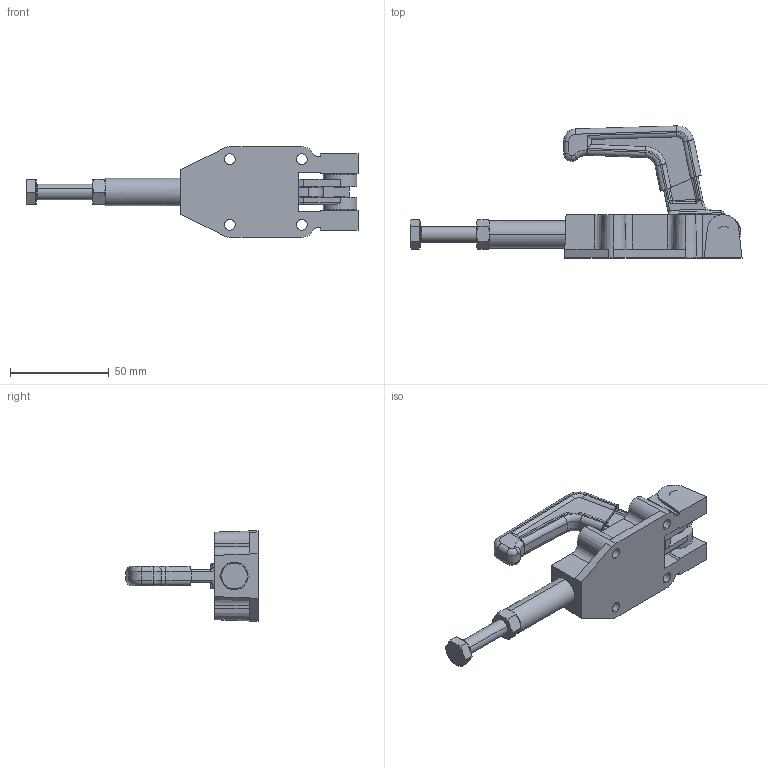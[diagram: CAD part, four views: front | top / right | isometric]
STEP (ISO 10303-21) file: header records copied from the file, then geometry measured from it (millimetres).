
FILE_DESCRIPTION (( 'STEP AP214' ), '1' );
FILE_NAME ('GH-30600(Â²¤Æ).STEP', '2020-06-12T07:59:02', ( 'LinWei' ), ( '' ), 'SwSTEP 2.0', 'SolidWorks 2016', '' );
FILE_SCHEMA (( 'AUTOMOTIVE_DESIGN' ));
Length unit declared in the file: millimetre
Products named in the file (6): 13060005-1^GH-30600(簡化); Group5^GH-30600(簡化); Group4^GH-30600(簡化); Group3^GH-30600(簡化); Group1^GH-30600(簡化); GH-30600(簡化)
Assembly tree (5 placements, depth 2):
  GH-30600(簡化)
    Group1^GH-30600(簡化)
    Group3^GH-30600(簡化)
    Group4^GH-30600(簡化)
    Group5^GH-30600(簡化)
    13060005-1^GH-30600(簡化)
Bounding box: 168.38 x 67.01 x 46 mm (x, y, z)
Volume: 72535.5 mm3; surface area: 39505.9 mm2
Topology: 6 solids, 6 shells, 477 faces, 1189 edges, 727 vertices
Faces by surface type: cylinder 187, plane 158, torus 72, cone 34, bspline 16, sphere 10
Entity records: 17324 total; most frequent: CARTESIAN_POINT 3316, DIRECTION 2478, ORIENTED_EDGE 2374, EDGE_CURVE 1187, AXIS2_PLACEMENT_3D 941, VERTEX_POINT 727, VECTOR 596, LINE 596
